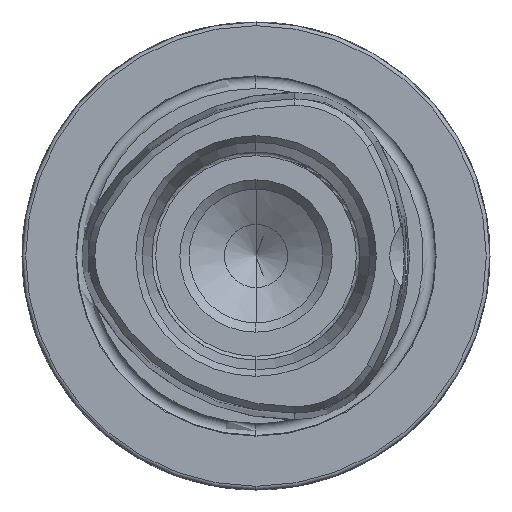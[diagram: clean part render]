
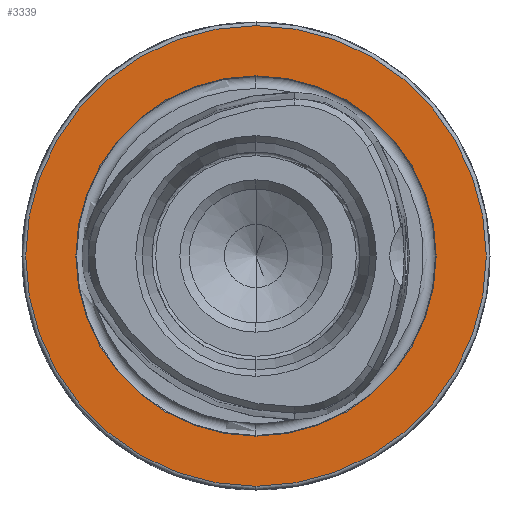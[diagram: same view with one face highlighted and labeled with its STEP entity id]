
A CAD part, left-side view. The second image highlights one B-rep face of the part: STEP entity #3339.
In plain terms, the highlighted planar face has unit normal (-1, 0, 0).
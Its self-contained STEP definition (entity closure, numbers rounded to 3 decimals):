
#638 = EDGE_CURVE ( 'NONE', #14791, #17193, #3005, .T. ) ;
#1194 = EDGE_CURVE ( 'NONE', #17193, #14791, #4624, .T. ) ;
#1898 = DIRECTION ( 'NONE',  ( -1., 0., 0. ) ) ;
#2288 = CARTESIAN_POINT ( 'NONE',  ( 0., 24.25, 0. ) ) ;
#2496 = DIRECTION ( 'NONE',  ( 1., 0., 0. ) ) ;
#3005 = CIRCLE ( 'NONE', #5055, 24.25 ) ;
#3339 = ADVANCED_FACE ( 'NONE', ( #15643, #7623 ), #4087, .F. ) ;
#3484 = CARTESIAN_POINT ( 'NONE',  ( 0., 0., 0. ) ) ;
#4087 = PLANE ( 'NONE',  #6490 ) ;
#4624 = CIRCLE ( 'NONE', #13756, 24.25 ) ;
#4693 = CARTESIAN_POINT ( 'NONE',  ( 0., 0., 0. ) ) ;
#4702 = DIRECTION ( 'NONE',  ( 0., 0., 1. ) ) ;
#5055 = AXIS2_PLACEMENT_3D ( 'NONE', #3484, #1898, #6804 ) ;
#5167 = CARTESIAN_POINT ( 'NONE',  ( 0., 0., 0. ) ) ;
#5884 = ORIENTED_EDGE ( 'NONE', *, *, #11511, .T. ) ;
#6490 = AXIS2_PLACEMENT_3D ( 'NONE', #2288, #2496, #15227 ) ;
#6804 = DIRECTION ( 'NONE',  ( 0., 0., 1. ) ) ;
#7253 = CARTESIAN_POINT ( 'NONE',  ( 0., 0., -24.25 ) ) ;
#7296 = DIRECTION ( 'NONE',  ( -1., 0., 0. ) ) ;
#7326 = VERTEX_POINT ( 'NONE', #12927 ) ;
#7623 = FACE_OUTER_BOUND ( 'NONE', #19073, .T. ) ;
#8212 = CARTESIAN_POINT ( 'NONE',  ( 0., 0., 0. ) ) ;
#8713 = CARTESIAN_POINT ( 'NONE',  ( 0., 0., 31. ) ) ;
#9574 = DIRECTION ( 'NONE',  ( 0., 0., 1. ) ) ;
#9601 = EDGE_LOOP ( 'NONE', ( #16580, #18803 ) ) ;
#10959 = CIRCLE ( 'NONE', #18399, 31. ) ;
#11136 = CARTESIAN_POINT ( 'NONE',  ( 0., 0., 24.25 ) ) ;
#11162 = DIRECTION ( 'NONE',  ( -1., 0., 0. ) ) ;
#11511 = EDGE_CURVE ( 'NONE', #15109, #7326, #10959, .T. ) ;
#12269 = AXIS2_PLACEMENT_3D ( 'NONE', #5167, #7296, #16515 ) ;
#12927 = CARTESIAN_POINT ( 'NONE',  ( 0., 0., -31. ) ) ;
#13756 = AXIS2_PLACEMENT_3D ( 'NONE', #4693, #11162, #9574 ) ;
#14300 = CIRCLE ( 'NONE', #12269, 31. ) ;
#14791 = VERTEX_POINT ( 'NONE', #7253 ) ;
#15109 = VERTEX_POINT ( 'NONE', #8713 ) ;
#15227 = DIRECTION ( 'NONE',  ( 0., 0., -1. ) ) ;
#15553 = ORIENTED_EDGE ( 'NONE', *, *, #19037, .T. ) ;
#15643 = FACE_BOUND ( 'NONE', #9601, .T. ) ;
#16515 = DIRECTION ( 'NONE',  ( 0., 0., 1. ) ) ;
#16580 = ORIENTED_EDGE ( 'NONE', *, *, #1194, .F. ) ;
#17193 = VERTEX_POINT ( 'NONE', #11136 ) ;
#17739 = DIRECTION ( 'NONE',  ( -1., 0., 0. ) ) ;
#18399 = AXIS2_PLACEMENT_3D ( 'NONE', #8212, #17739, #4702 ) ;
#18803 = ORIENTED_EDGE ( 'NONE', *, *, #638, .F. ) ;
#19037 = EDGE_CURVE ( 'NONE', #7326, #15109, #14300, .T. ) ;
#19073 = EDGE_LOOP ( 'NONE', ( #5884, #15553 ) ) ;
